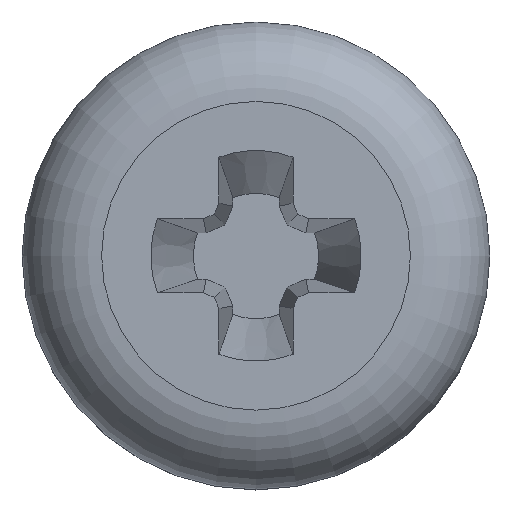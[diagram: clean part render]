
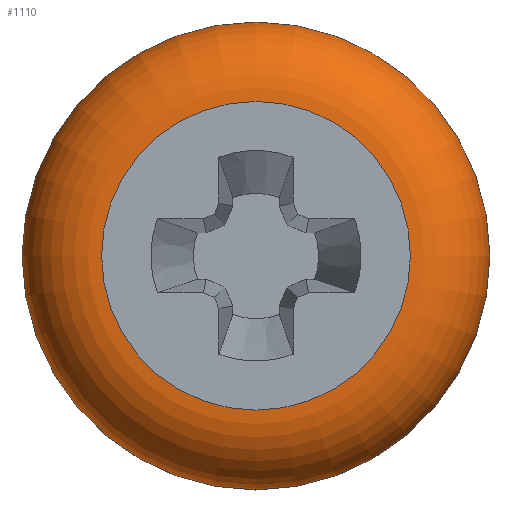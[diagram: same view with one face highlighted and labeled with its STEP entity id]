
A CAD part, top view. The second image highlights one B-rep face of the part: STEP entity #1110.
In plain terms, the highlighted toroidal (fillet/blend) face has major radius 1.32 mm and minor radius 0.68 mm.
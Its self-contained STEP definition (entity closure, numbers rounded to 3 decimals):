
#39=TOROIDAL_SURFACE('',#1198,1.32,0.68);
#120=FACE_OUTER_BOUND('',#180,.T.);
#180=EDGE_LOOP('',(#836,#837,#838,#839,#840,#841,#842));
#218=CIRCLE('',#1199,2.);
#219=CIRCLE('',#1200,2.);
#220=CIRCLE('',#1201,0.68);
#221=CIRCLE('',#1202,1.32);
#222=CIRCLE('',#1203,1.32);
#223=CIRCLE('',#1204,2.);
#485=VERTEX_POINT('',#4279);
#486=VERTEX_POINT('',#4280);
#487=VERTEX_POINT('',#4282);
#488=VERTEX_POINT('',#4284);
#489=VERTEX_POINT('',#4286);
#632=EDGE_CURVE('',#485,#486,#218,.T.);
#633=EDGE_CURVE('',#487,#485,#219,.T.);
#634=EDGE_CURVE('',#487,#488,#220,.T.);
#635=EDGE_CURVE('',#488,#489,#221,.T.);
#636=EDGE_CURVE('',#489,#488,#222,.T.);
#637=EDGE_CURVE('',#486,#487,#223,.T.);
#836=ORIENTED_EDGE('',*,*,#632,.F.);
#837=ORIENTED_EDGE('',*,*,#633,.F.);
#838=ORIENTED_EDGE('',*,*,#634,.T.);
#839=ORIENTED_EDGE('',*,*,#635,.T.);
#840=ORIENTED_EDGE('',*,*,#636,.T.);
#841=ORIENTED_EDGE('',*,*,#634,.F.);
#842=ORIENTED_EDGE('',*,*,#637,.F.);
#1110=ADVANCED_FACE('',(#120),#39,.T.);
#1198=AXIS2_PLACEMENT_3D('',#4278,#1351,#1352);
#1199=AXIS2_PLACEMENT_3D('',#4281,#1353,#1354);
#1200=AXIS2_PLACEMENT_3D('',#4283,#1355,#1356);
#1201=AXIS2_PLACEMENT_3D('',#4285,#1357,#1358);
#1202=AXIS2_PLACEMENT_3D('',#4287,#1359,#1360);
#1203=AXIS2_PLACEMENT_3D('',#4288,#1361,#1362);
#1204=AXIS2_PLACEMENT_3D('',#4289,#1363,#1364);
#1351=DIRECTION('center_axis',(0.,0.,-1.));
#1352=DIRECTION('ref_axis',(0.,1.,0.));
#1353=DIRECTION('center_axis',(0.,0.,-1.));
#1354=DIRECTION('ref_axis',(0.,1.,0.));
#1355=DIRECTION('center_axis',(0.,0.,-1.));
#1356=DIRECTION('ref_axis',(0.,1.,0.));
#1357=DIRECTION('center_axis',(-1.,0.,0.));
#1358=DIRECTION('ref_axis',(0.,-1.,0.));
#1359=DIRECTION('center_axis',(0.,0.,-1.));
#1360=DIRECTION('ref_axis',(0.,1.,0.));
#1361=DIRECTION('center_axis',(0.,0.,-1.));
#1362=DIRECTION('ref_axis',(0.,1.,0.));
#1363=DIRECTION('center_axis',(0.,0.,-1.));
#1364=DIRECTION('ref_axis',(0.,1.,0.));
#4278=CARTESIAN_POINT('Origin',(0.,0.,0.92));
#4279=CARTESIAN_POINT('',(-2.,0.,0.92));
#4280=CARTESIAN_POINT('',(2.,0.,0.92));
#4281=CARTESIAN_POINT('Origin',(0.,0.,0.92));
#4282=CARTESIAN_POINT('',(0.,-2.,0.92));
#4283=CARTESIAN_POINT('Origin',(0.,0.,0.92));
#4284=CARTESIAN_POINT('',(0.,-1.32,1.6));
#4285=CARTESIAN_POINT('Origin',(0.,-1.32,0.92));
#4286=CARTESIAN_POINT('',(0.,1.32,1.6));
#4287=CARTESIAN_POINT('Origin',(0.,0.,1.6));
#4288=CARTESIAN_POINT('Origin',(0.,0.,1.6));
#4289=CARTESIAN_POINT('Origin',(0.,0.,0.92));
